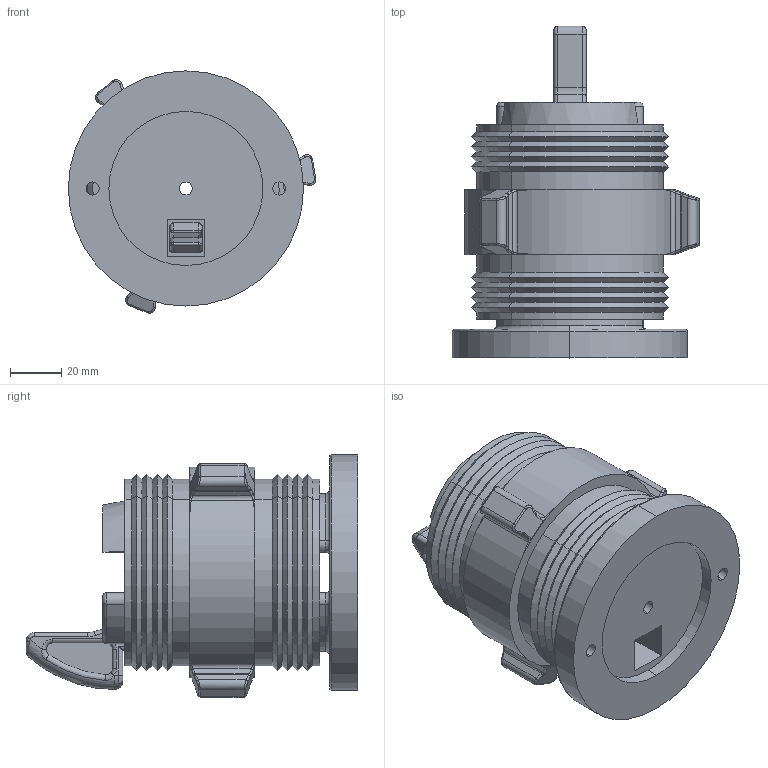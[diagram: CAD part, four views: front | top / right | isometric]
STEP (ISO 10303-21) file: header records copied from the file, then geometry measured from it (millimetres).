
FILE_DESCRIPTION (( 'STEP AP203' ), '1' );
FILE_NAME ('1042-2 Adapter Mount.STEP', '2010-07-14T13:39:20', ( '' ), ( '' ), 'SwSTEP 2.0', 'SolidWorks 2010', '' );
FILE_SCHEMA (( 'CONFIG_CONTROL_DESIGN' ));
Length unit declared in the file: inch
Products named in the file (4): 1042-2 Adapter Mount; 1042-2  Base; 1042-1 Adapter Lok; 2.5 male
Assembly tree (3 placements, depth 2):
  1042-2 Adapter Mount
    1042-1 Adapter Lok
    2.5 male
    1042-2  Base
Bounding box: 96.85 x 129.95 x 94.82 mm (x, y, z)
Volume: 256664.1 mm3; surface area: 93014 mm2
Topology: 3 solids, 3 shells, 560 faces, 1345 edges, 790 vertices
Faces by surface type: cylinder 192, plane 144, bspline 116, torus 71, cone 37
Entity records: 28764 total; most frequent: CARTESIAN_POINT 16161, ORIENTED_EDGE 2650, DIRECTION 2419, EDGE_CURVE 1325, AXIS2_PLACEMENT_3D 913, VERTEX_POINT 790, VECTOR 593, LINE 593
